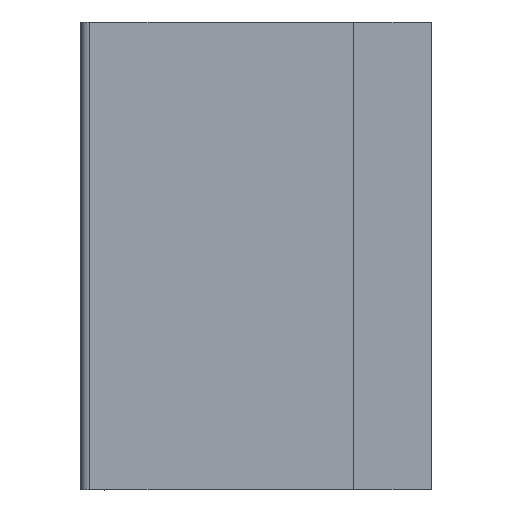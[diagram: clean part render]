
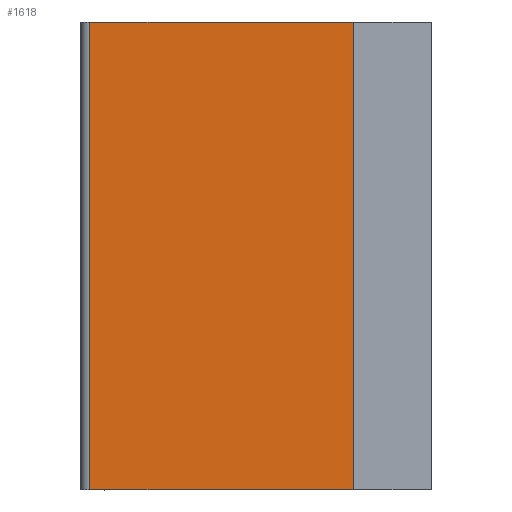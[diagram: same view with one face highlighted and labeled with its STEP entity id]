
A CAD part, left-side view. The second image highlights one B-rep face of the part: STEP entity #1618.
In plain terms, the highlighted planar face has unit normal (-1, 0, 0).
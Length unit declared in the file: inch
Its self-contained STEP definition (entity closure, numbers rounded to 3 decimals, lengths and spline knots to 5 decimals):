
#108 = ORIENTED_EDGE ( 'NONE', *, *, #215, .F. ) ;
#112 = DIRECTION ( 'NONE',  ( 0., 1., 0. ) ) ;
#136 = CARTESIAN_POINT ( 'NONE',  ( -0.6875, 0., 0.75 ) ) ;
#150 = VERTEX_POINT ( 'NONE', #2128 ) ;
#174 = LINE ( 'NONE', #919, #1876 ) ;
#209 = EDGE_CURVE ( 'NONE', #150, #762, #460, .T. ) ;
#215 = EDGE_CURVE ( 'NONE', #150, #1498, #486, .T. ) ;
#223 = AXIS2_PLACEMENT_3D ( 'NONE', #3389, #4955, #1447 ) ;
#460 = LINE ( 'NONE', #2749, #4039 ) ;
#486 = LINE ( 'NONE', #3604, #697 ) ;
#697 = VECTOR ( 'NONE', #956, 39.37008 ) ;
#726 = VECTOR ( 'NONE', #112, 39.37008 ) ;
#762 = VERTEX_POINT ( 'NONE', #2577 ) ;
#919 = CARTESIAN_POINT ( 'NONE',  ( -0.6875, 0.408, -0.75 ) ) ;
#956 = DIRECTION ( 'NONE',  ( 0., 1., 0. ) ) ;
#1008 = DIRECTION ( 'NONE',  ( 0., 0., -1. ) ) ;
#1399 = ORIENTED_EDGE ( 'NONE', *, *, #3151, .T. ) ;
#1447 = DIRECTION ( 'NONE',  ( 0., 0., -1. ) ) ;
#1498 = VERTEX_POINT ( 'NONE', #1807 ) ;
#1618 = ADVANCED_FACE ( 'NONE', ( #3052 ), #4187, .F. ) ;
#1807 = CARTESIAN_POINT ( 'NONE',  ( -0.6875, 0.408, -0.75 ) ) ;
#1876 = VECTOR ( 'NONE', #1008, 39.37008 ) ;
#2128 = CARTESIAN_POINT ( 'NONE',  ( -0.6875, -0.437, -0.75 ) ) ;
#2218 = ORIENTED_EDGE ( 'NONE', *, *, #209, .T. ) ;
#2360 = EDGE_CURVE ( 'NONE', #762, #4493, #4483, .T. ) ;
#2577 = CARTESIAN_POINT ( 'NONE',  ( -0.6875, -0.437, 0.75 ) ) ;
#2749 = CARTESIAN_POINT ( 'NONE',  ( -0.6875, -0.437, -1.16298 ) ) ;
#3052 = FACE_OUTER_BOUND ( 'NONE', #3283, .T. ) ;
#3073 = CARTESIAN_POINT ( 'NONE',  ( -0.6875, 0.408, 0.75 ) ) ;
#3151 = EDGE_CURVE ( 'NONE', #4493, #1498, #174, .T. ) ;
#3283 = EDGE_LOOP ( 'NONE', ( #4227, #1399, #108, #2218 ) ) ;
#3389 = CARTESIAN_POINT ( 'NONE',  ( -0.6875, 0., -0.75 ) ) ;
#3604 = CARTESIAN_POINT ( 'NONE',  ( -0.6875, 0., -0.75 ) ) ;
#4039 = VECTOR ( 'NONE', #4461, 39.37008 ) ;
#4187 = PLANE ( 'NONE',  #223 ) ;
#4227 = ORIENTED_EDGE ( 'NONE', *, *, #2360, .T. ) ;
#4461 = DIRECTION ( 'NONE',  ( 0., 0., 1. ) ) ;
#4483 = LINE ( 'NONE', #136, #726 ) ;
#4493 = VERTEX_POINT ( 'NONE', #3073 ) ;
#4955 = DIRECTION ( 'NONE',  ( 1., 0., 0. ) ) ;
